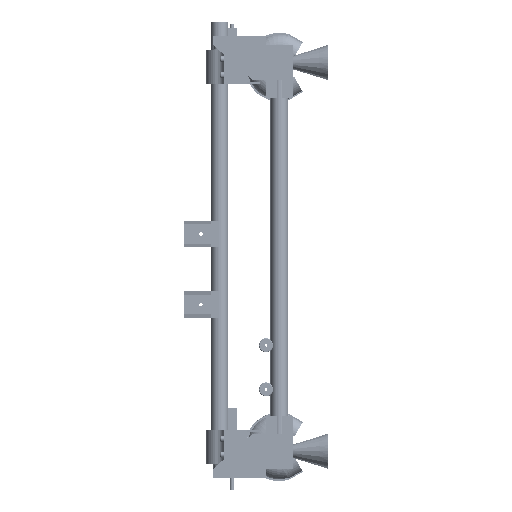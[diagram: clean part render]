
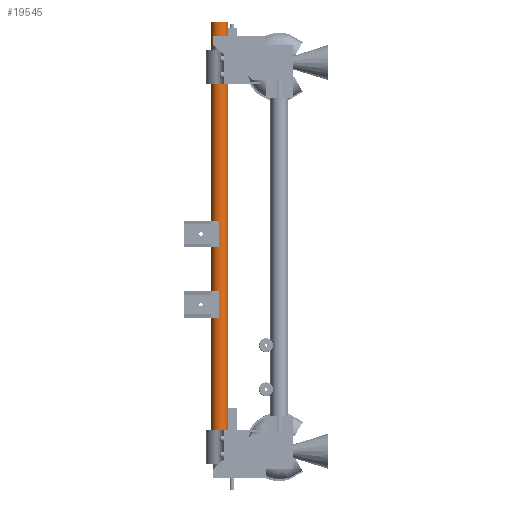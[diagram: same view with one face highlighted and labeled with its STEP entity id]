
A CAD part, left-side view. The second image highlights one B-rep face of the part: STEP entity #19545.
In plain terms, the highlighted cylindrical face has radius 10 mm (diameter 20 mm), a full revolution.
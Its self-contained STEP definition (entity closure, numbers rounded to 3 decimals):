
#1117=CYLINDRICAL_SURFACE('',#21031,10.);
#1696=CIRCLE('',#21032,10.);
#1697=CIRCLE('',#21033,10.);
#2515=FACE_OUTER_BOUND('',#3661,.T.);
#3661=EDGE_LOOP('',(#15060,#15061,#15062,#15063));
#5101=LINE('',#41463,#6879);
#6879=VECTOR('',#24125,10.);
#8753=VERTEX_POINT('',#41460);
#8754=VERTEX_POINT('',#41462);
#11035=EDGE_CURVE('',#8753,#8753,#1696,.T.);
#11036=EDGE_CURVE('',#8753,#8754,#5101,.T.);
#11037=EDGE_CURVE('',#8754,#8754,#1697,.T.);
#15060=ORIENTED_EDGE('',*,*,#11035,.F.);
#15061=ORIENTED_EDGE('',*,*,#11036,.T.);
#15062=ORIENTED_EDGE('',*,*,#11037,.T.);
#15063=ORIENTED_EDGE('',*,*,#11036,.F.);
#19545=ADVANCED_FACE('',(#2515),#1117,.T.);
#21031=AXIS2_PLACEMENT_3D('',#41459,#24121,#24122);
#21032=AXIS2_PLACEMENT_3D('',#41461,#24123,#24124);
#21033=AXIS2_PLACEMENT_3D('',#41464,#24126,#24127);
#24121=DIRECTION('center_axis',(0.,0.,1.));
#24122=DIRECTION('ref_axis',(1.,0.,0.));
#24123=DIRECTION('center_axis',(0.,0.,1.));
#24124=DIRECTION('ref_axis',(1.,0.,0.));
#24125=DIRECTION('',(0.,0.,-1.));
#24126=DIRECTION('center_axis',(0.,0.,1.));
#24127=DIRECTION('ref_axis',(1.,0.,0.));
#41459=CARTESIAN_POINT('Origin',(0.,0.,0.));
#41460=CARTESIAN_POINT('',(-10.,0.,500.));
#41461=CARTESIAN_POINT('Origin',(0.,0.,500.));
#41462=CARTESIAN_POINT('',(-10.,0.,0.));
#41463=CARTESIAN_POINT('',(-10.,0.,0.));
#41464=CARTESIAN_POINT('Origin',(0.,0.,0.));
